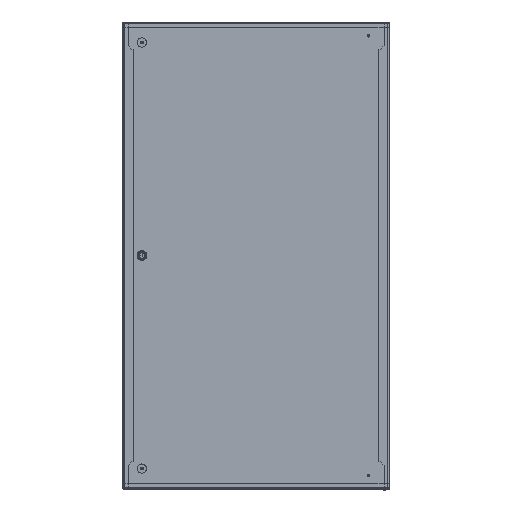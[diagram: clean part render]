
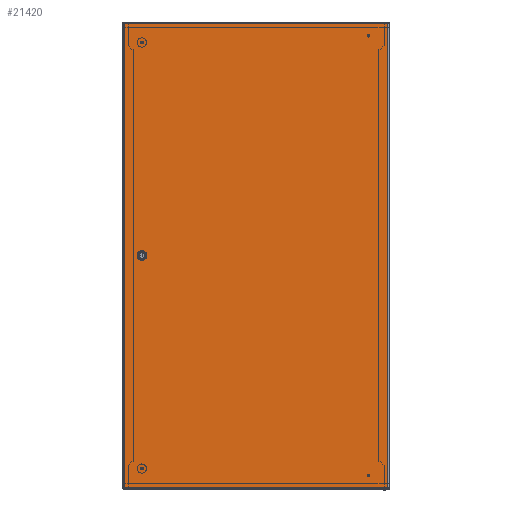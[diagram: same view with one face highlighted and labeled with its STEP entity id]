
A CAD part, top view. The second image highlights one B-rep face of the part: STEP entity #21420.
In plain terms, the highlighted face is planar.
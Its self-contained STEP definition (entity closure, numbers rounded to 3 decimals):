
#143 = CARTESIAN_POINT ( 'NONE',  ( 347.137, 10.25, -1.4 ) ) ;
#1345 = CARTESIAN_POINT ( 'NONE',  ( 352.75, -4.637, -1.4 ) ) ;
#1844 = DIRECTION ( 'NONE',  ( 0., -1., 0. ) ) ;
#1932 = EDGE_CURVE ( 'NONE', #65068, #39723, #83515, .T. ) ;
#3101 = CARTESIAN_POINT ( 'NONE',  ( 342.5, 0., -1.4 ) ) ;
#3733 = CARTESIAN_POINT ( 'NONE',  ( 347.137, -10.25, -1.4 ) ) ;
#4259 = CARTESIAN_POINT ( 'NONE',  ( 394.4, -695.4, -1.4 ) ) ;
#4422 = CARTESIAN_POINT ( 'NONE',  ( 3492.5, -695.4, -1.4 ) ) ;
#5072 = DIRECTION ( 'NONE',  ( 1., 0., 0. ) ) ;
#5421 = AXIS2_PLACEMENT_3D ( 'NONE', #66895, #14072, #82483 ) ;
#6220 = CARTESIAN_POINT ( 'NONE',  ( 394.4, 4191., -1.4 ) ) ;
#7711 = EDGE_CURVE ( 'NONE', #54221, #34574, #54744, .T. ) ;
#7827 = LINE ( 'NONE', #58247, #39309 ) ;
#10568 = CARTESIAN_POINT ( 'NONE',  ( 332.25, 4.637, -1.4 ) ) ;
#13087 = CARTESIAN_POINT ( 'NONE',  ( 337.863, -10.25, -1.4 ) ) ;
#13194 = ORIENTED_EDGE ( 'NONE', *, *, #85313, .T. ) ;
#13579 = CARTESIAN_POINT ( 'NONE',  ( 342.5, 0., -1.4 ) ) ;
#13739 = VERTEX_POINT ( 'NONE', #10568 ) ;
#14072 = DIRECTION ( 'NONE',  ( 0., 0., 1. ) ) ;
#15139 = VERTEX_POINT ( 'NONE', #1345 ) ;
#15523 = DIRECTION ( 'NONE',  ( 0., 0., 1. ) ) ;
#18099 = DIRECTION ( 'NONE',  ( -1., 0., 0. ) ) ;
#18253 = EDGE_LOOP ( 'NONE', ( #67267, #67188, #70970, #60372 ) ) ;
#18325 = ORIENTED_EDGE ( 'NONE', *, *, #45223, .T. ) ;
#19322 = CARTESIAN_POINT ( 'NONE',  ( 337.863, 10.25, -1.4 ) ) ;
#19608 = VECTOR ( 'NONE', #81505, 1000. ) ;
#19690 = EDGE_CURVE ( 'NONE', #53140, #54221, #44961, .T. ) ;
#20398 = CARTESIAN_POINT ( 'NONE',  ( 0., 0., -1.4 ) ) ;
#21200 = CARTESIAN_POINT ( 'NONE',  ( 347.137, 10.25, -1.4 ) ) ;
#21359 = EDGE_CURVE ( 'NONE', #88983, #72513, #41516, .T. ) ;
#21420 = ADVANCED_FACE ( 'NONE', ( #89727, #26852 ), #47047, .F. ) ;
#23109 = CIRCLE ( 'NONE', #40646, 11.25 ) ;
#25085 = ORIENTED_EDGE ( 'NONE', *, *, #70091, .T. ) ;
#25629 = ORIENTED_EDGE ( 'NONE', *, *, #19690, .T. ) ;
#26161 = CARTESIAN_POINT ( 'NONE',  ( 342.5, 0., -1.4 ) ) ;
#26852 = FACE_BOUND ( 'NONE', #46358, .T. ) ;
#27956 = CARTESIAN_POINT ( 'NONE',  ( -394.4, 4191., -1.4 ) ) ;
#30732 = EDGE_CURVE ( 'NONE', #85109, #72202, #55944, .T. ) ;
#31086 = DIRECTION ( 'NONE',  ( 1., 0., 0. ) ) ;
#31350 = VECTOR ( 'NONE', #41616, 1000. ) ;
#31513 = CARTESIAN_POINT ( 'NONE',  ( 347.137, -10.25, -1.4 ) ) ;
#32771 = CARTESIAN_POINT ( 'NONE',  ( 3492.5, 695.4, -1.4 ) ) ;
#34574 = VERTEX_POINT ( 'NONE', #19322 ) ;
#35141 = DIRECTION ( 'NONE',  ( 1., 0., 0. ) ) ;
#37191 = CARTESIAN_POINT ( 'NONE',  ( 394.4, 695.4, -1.4 ) ) ;
#37407 = EDGE_CURVE ( 'NONE', #43708, #15139, #23109, .T. ) ;
#38113 = AXIS2_PLACEMENT_3D ( 'NONE', #3101, #15523, #31086 ) ;
#39309 = VECTOR ( 'NONE', #1844, 1000. ) ;
#39663 = LINE ( 'NONE', #32771, #73474 ) ;
#39723 = VERTEX_POINT ( 'NONE', #13087 ) ;
#40161 = DIRECTION ( 'NONE',  ( 0., -1., 0. ) ) ;
#40646 = AXIS2_PLACEMENT_3D ( 'NONE', #26161, #75714, #5072 ) ;
#41516 = LINE ( 'NONE', #6220, #70909 ) ;
#41566 = DIRECTION ( 'NONE',  ( 0., 0., 1. ) ) ;
#41616 = DIRECTION ( 'NONE',  ( 0., 1., 0. ) ) ;
#43098 = VECTOR ( 'NONE', #84116, 1000. ) ;
#43708 = VERTEX_POINT ( 'NONE', #31513 ) ;
#44873 = CARTESIAN_POINT ( 'NONE',  ( 332.25, -4.637, -1.4 ) ) ;
#44961 = CIRCLE ( 'NONE', #5421, 11.25 ) ;
#45223 = EDGE_CURVE ( 'NONE', #34574, #13739, #58783, .T. ) ;
#45570 = EDGE_CURVE ( 'NONE', #88983, #85109, #39663, .T. ) ;
#46358 = EDGE_LOOP ( 'NONE', ( #18325, #25085, #62430, #13194, #71552, #74909, #25629, #57140 ) ) ;
#47047 = PLANE ( 'NONE',  #88551 ) ;
#48620 = EDGE_CURVE ( 'NONE', #15139, #53140, #84761, .T. ) ;
#50078 = EDGE_CURVE ( 'NONE', #72513, #72202, #53484, .T. ) ;
#53140 = VERTEX_POINT ( 'NONE', #59645 ) ;
#53484 = LINE ( 'NONE', #4422, #19608 ) ;
#54221 = VERTEX_POINT ( 'NONE', #21200 ) ;
#54383 = DIRECTION ( 'NONE',  ( 0., 0., 1. ) ) ;
#54414 = AXIS2_PLACEMENT_3D ( 'NONE', #13579, #41566, #35141 ) ;
#54744 = LINE ( 'NONE', #143, #43098 ) ;
#55944 = LINE ( 'NONE', #27956, #63550 ) ;
#57140 = ORIENTED_EDGE ( 'NONE', *, *, #7711, .T. ) ;
#58247 = CARTESIAN_POINT ( 'NONE',  ( 332.25, 4.637, -1.4 ) ) ;
#58783 = CIRCLE ( 'NONE', #54414, 11.25 ) ;
#59235 = CARTESIAN_POINT ( 'NONE',  ( -394.4, 695.4, -1.4 ) ) ;
#59645 = CARTESIAN_POINT ( 'NONE',  ( 352.75, 4.637, -1.4 ) ) ;
#60372 = ORIENTED_EDGE ( 'NONE', *, *, #50078, .T. ) ;
#62430 = ORIENTED_EDGE ( 'NONE', *, *, #1932, .T. ) ;
#63550 = VECTOR ( 'NONE', #90377, 1000. ) ;
#65068 = VERTEX_POINT ( 'NONE', #44873 ) ;
#66895 = CARTESIAN_POINT ( 'NONE',  ( 342.5, 0., -1.4 ) ) ;
#67188 = ORIENTED_EDGE ( 'NONE', *, *, #45570, .F. ) ;
#67267 = ORIENTED_EDGE ( 'NONE', *, *, #30732, .F. ) ;
#70091 = EDGE_CURVE ( 'NONE', #13739, #65068, #7827, .T. ) ;
#70909 = VECTOR ( 'NONE', #40161, 1000. ) ;
#70970 = ORIENTED_EDGE ( 'NONE', *, *, #21359, .T. ) ;
#71552 = ORIENTED_EDGE ( 'NONE', *, *, #37407, .T. ) ;
#72202 = VERTEX_POINT ( 'NONE', #85094 ) ;
#72513 = VERTEX_POINT ( 'NONE', #4259 ) ;
#73474 = VECTOR ( 'NONE', #18099, 1000. ) ;
#73478 = LINE ( 'NONE', #3733, #88304 ) ;
#74909 = ORIENTED_EDGE ( 'NONE', *, *, #48620, .T. ) ;
#75714 = DIRECTION ( 'NONE',  ( 0., 0., 1. ) ) ;
#75938 = DIRECTION ( 'NONE',  ( 1., 0., 0. ) ) ;
#81505 = DIRECTION ( 'NONE',  ( -1., 0., 0. ) ) ;
#82483 = DIRECTION ( 'NONE',  ( 1., 0., 0. ) ) ;
#83515 = CIRCLE ( 'NONE', #38113, 11.25 ) ;
#84116 = DIRECTION ( 'NONE',  ( -1., 0., 0. ) ) ;
#84761 = LINE ( 'NONE', #90719, #31350 ) ;
#85094 = CARTESIAN_POINT ( 'NONE',  ( -394.4, -695.4, -1.4 ) ) ;
#85109 = VERTEX_POINT ( 'NONE', #59235 ) ;
#85313 = EDGE_CURVE ( 'NONE', #39723, #43708, #73478, .T. ) ;
#88304 = VECTOR ( 'NONE', #88627, 1000. ) ;
#88551 = AXIS2_PLACEMENT_3D ( 'NONE', #20398, #54383, #75938 ) ;
#88627 = DIRECTION ( 'NONE',  ( 1., 0., 0. ) ) ;
#88983 = VERTEX_POINT ( 'NONE', #37191 ) ;
#89727 = FACE_OUTER_BOUND ( 'NONE', #18253, .T. ) ;
#90377 = DIRECTION ( 'NONE',  ( 0., -1., 0. ) ) ;
#90719 = CARTESIAN_POINT ( 'NONE',  ( 352.75, 4.637, -1.4 ) ) ;
